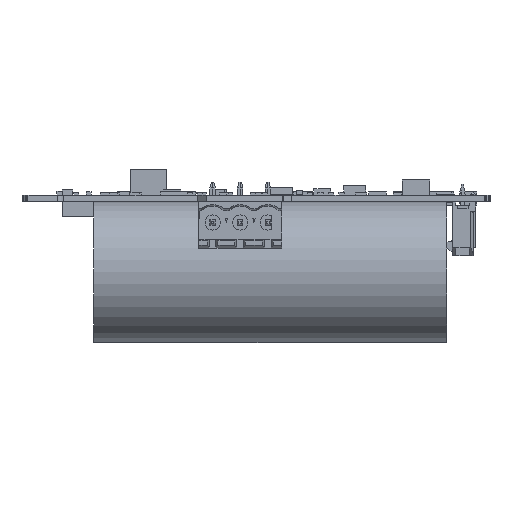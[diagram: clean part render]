
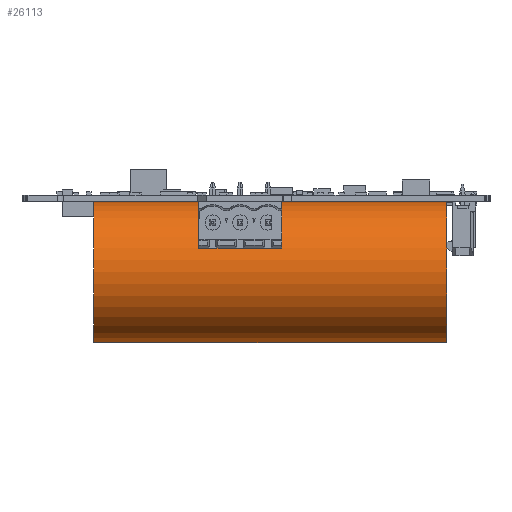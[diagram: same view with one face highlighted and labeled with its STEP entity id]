
A CAD part, front view. The second image highlights one B-rep face of the part: STEP entity #26113.
In plain terms, the highlighted cylindrical face has radius 13 mm (diameter 26 mm), a full revolution.
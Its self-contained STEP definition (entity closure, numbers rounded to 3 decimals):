
#26113 = ADVANCED_FACE('',(#26114),#26141,.T.);
#26114 = FACE_BOUND('',#26115,.T.);
#26115 = EDGE_LOOP('',(#26116,#26125,#26133,#26140));
#26116 = ORIENTED_EDGE('',*,*,#26117,.T.);
#26117 = EDGE_CURVE('',#26118,#26118,#26120,.T.);
#26118 = VERTEX_POINT('',#26119);
#26119 = CARTESIAN_POINT('',(78.128,77.134,
    -14.123));
#26120 = CIRCLE('',#26121,13.);
#26121 = AXIS2_PLACEMENT_3D('',#26122,#26123,#26124);
#26122 = CARTESIAN_POINT('',(78.128,64.134,
    -14.123));
#26123 = DIRECTION('',(-1.,0.,0.));
#26124 = DIRECTION('',(0.,1.,0.));
#26125 = ORIENTED_EDGE('',*,*,#26126,.T.);
#26126 = EDGE_CURVE('',#26118,#26127,#26129,.T.);
#26127 = VERTEX_POINT('',#26128);
#26128 = CARTESIAN_POINT('',(13.128,77.134,
    -14.123));
#26129 = LINE('',#26130,#26131);
#26130 = CARTESIAN_POINT('',(78.128,77.134,
    -14.123));
#26131 = VECTOR('',#26132,1.);
#26132 = DIRECTION('',(-1.,0.,0.));
#26133 = ORIENTED_EDGE('',*,*,#26134,.F.);
#26134 = EDGE_CURVE('',#26127,#26127,#26135,.T.);
#26135 = CIRCLE('',#26136,13.);
#26136 = AXIS2_PLACEMENT_3D('',#26137,#26138,#26139);
#26137 = CARTESIAN_POINT('',(13.128,64.134,
    -14.123));
#26138 = DIRECTION('',(-1.,0.,0.));
#26139 = DIRECTION('',(0.,1.,0.));
#26140 = ORIENTED_EDGE('',*,*,#26126,.F.);
#26141 = CYLINDRICAL_SURFACE('',#26142,13.);
#26142 = AXIS2_PLACEMENT_3D('',#26143,#26144,#26145);
#26143 = CARTESIAN_POINT('',(78.128,64.134,
    -14.123));
#26144 = DIRECTION('',(1.,0.,0.));
#26145 = DIRECTION('',(0.,1.,0.));
